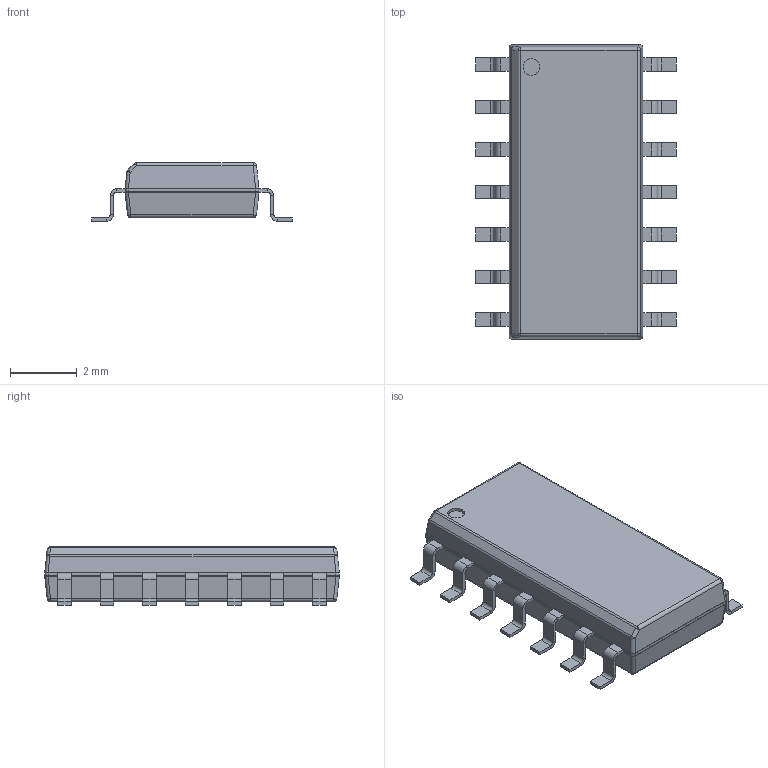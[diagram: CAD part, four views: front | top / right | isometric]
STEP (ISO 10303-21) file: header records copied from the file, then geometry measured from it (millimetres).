
FILE_DESCRIPTION(/* description */ (''),/* implementation_level */ '2;1');
FILE_NAME(/* name */ 'ANALOG DEVICES SOIC-14 R-14 v2.step',/* time_stamp */ '2022-08-10T05:18:27+01:00',/* author */ (''),/* organization */ (''),/* preprocessor_version */ 'ST-DEVELOPER v19',/* originating_system */ 'Autodesk Translation Framework v11.7.0.108',/* authorisation */ '');
FILE_SCHEMA (('AUTOMOTIVE_DESIGN { 1 0 10303 214 3 1 1 }'));
Length unit declared in the file: millimetre
Products named in the file (6): ANALOG DEVICES SOIC-14 R-14; 5912539536; Open CASCADE STEP translator 7.5 6.1; Body; Open CASCADE STEP translator 7.5 6.2.1; Leader
Assembly tree (18 placements, depth 4):
  ANALOG DEVICES SOIC-14 R-14
    5912539536
      Open CASCADE STEP translator 7.5 6.1
      Body
        Open CASCADE STEP translator 7.5 6.2.1
      Leader  x14
Bounding box: 6 x 8.8 x 1.75 mm (x, y, z)
Volume: 57.1 mm3; surface area: 131.9 mm2
Topology: 15 solids, 16 shells, 375 faces, 754 edges, 401 vertices
Faces by surface type: plane 269, cylinder 88, sphere 10, bspline 8
Full cylindrical faces by diameter (mm): 0.5 x1
Entity records: 3441 total; most frequent: CARTESIAN_POINT 1446, DIRECTION 407, ORIENTED_EDGE 343, EDGE_CURVE 172, AXIS2_PLACEMENT_3D 154, LINE 99, VECTOR 99, EDGE_LOOP 90
